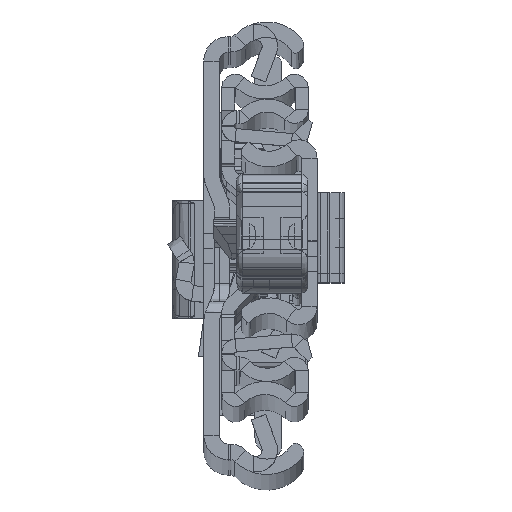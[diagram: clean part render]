
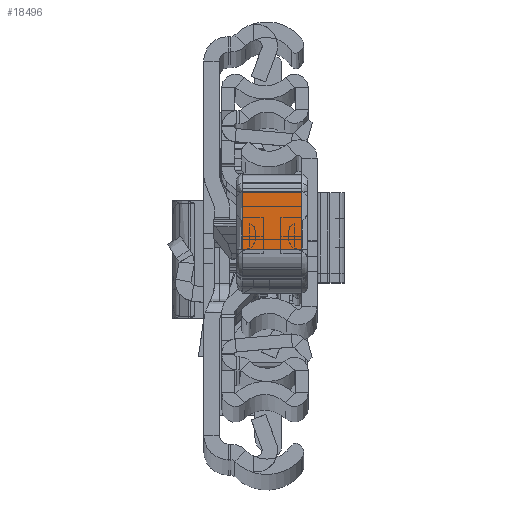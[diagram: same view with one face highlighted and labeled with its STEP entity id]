
A CAD part, top view. The second image highlights one B-rep face of the part: STEP entity #18496.
In plain terms, the highlighted face is planar.
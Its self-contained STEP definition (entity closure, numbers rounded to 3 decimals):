
#581 = EDGE_LOOP ( 'NONE', ( #27279, #21691, #4066, #37434 ) ) ;
#2434 = LINE ( 'NONE', #11284, #36190 ) ;
#4066 = ORIENTED_EDGE ( 'NONE', *, *, #7522, .F. ) ;
#6579 = CARTESIAN_POINT ( 'NONE',  ( 39.55, -12.274, -10. ) ) ;
#6730 = FACE_OUTER_BOUND ( 'NONE', #581, .T. ) ;
#7177 = CARTESIAN_POINT ( 'NONE',  ( 39.818, -2.465, 0. ) ) ;
#7522 = EDGE_CURVE ( 'NONE', #24001, #31135, #34595, .T. ) ;
#8329 = VECTOR ( 'NONE', #25762, 1000. ) ;
#10035 = VERTEX_POINT ( 'NONE', #18977 ) ;
#10653 = VECTOR ( 'NONE', #24907, 1000. ) ;
#11284 = CARTESIAN_POINT ( 'NONE',  ( 39.55, -12.274, 0. ) ) ;
#12054 = VERTEX_POINT ( 'NONE', #6579 ) ;
#12650 = LINE ( 'NONE', #21272, #23505 ) ;
#13224 = CARTESIAN_POINT ( 'NONE',  ( 39.55, -12.274, -11. ) ) ;
#18175 = EDGE_CURVE ( 'NONE', #10035, #24001, #2434, .T. ) ;
#18496 = ADVANCED_FACE ( 'NONE', ( #6730 ), #20762, .F. ) ;
#18977 = CARTESIAN_POINT ( 'NONE',  ( 39.55, -12.274, 0. ) ) ;
#20056 = EDGE_CURVE ( 'NONE', #31135, #12054, #12650, .T. ) ;
#20209 = EDGE_CURVE ( 'NONE', #12054, #10035, #36776, .T. ) ;
#20762 = PLANE ( 'NONE',  #28902 ) ;
#21272 = CARTESIAN_POINT ( 'NONE',  ( 39.55, -12.274, -10. ) ) ;
#21691 = ORIENTED_EDGE ( 'NONE', *, *, #20056, .F. ) ;
#23505 = VECTOR ( 'NONE', #24155, 1000. ) ;
#24001 = VERTEX_POINT ( 'NONE', #7177 ) ;
#24155 = DIRECTION ( 'NONE',  ( -0.027, -1., 0. ) ) ;
#24907 = DIRECTION ( 'NONE',  ( 0., 0., 1. ) ) ;
#25762 = DIRECTION ( 'NONE',  ( 0., 0., -1. ) ) ;
#26512 = CARTESIAN_POINT ( 'NONE',  ( 39.818, -2.465, -10. ) ) ;
#26889 = CARTESIAN_POINT ( 'NONE',  ( 39.55, -12.274, -11. ) ) ;
#27279 = ORIENTED_EDGE ( 'NONE', *, *, #20209, .F. ) ;
#28902 = AXIS2_PLACEMENT_3D ( 'NONE', #26889, #32827, #29771 ) ;
#29771 = DIRECTION ( 'NONE',  ( -0.027, -1., 0. ) ) ;
#31135 = VERTEX_POINT ( 'NONE', #26512 ) ;
#32827 = DIRECTION ( 'NONE',  ( -1., 0.027, 0. ) ) ;
#34403 = CARTESIAN_POINT ( 'NONE',  ( 39.818, -2.465, -11. ) ) ;
#34595 = LINE ( 'NONE', #34403, #8329 ) ;
#34685 = DIRECTION ( 'NONE',  ( 0.027, 1., 0. ) ) ;
#36190 = VECTOR ( 'NONE', #34685, 1000. ) ;
#36776 = LINE ( 'NONE', #13224, #10653 ) ;
#37434 = ORIENTED_EDGE ( 'NONE', *, *, #18175, .F. ) ;
